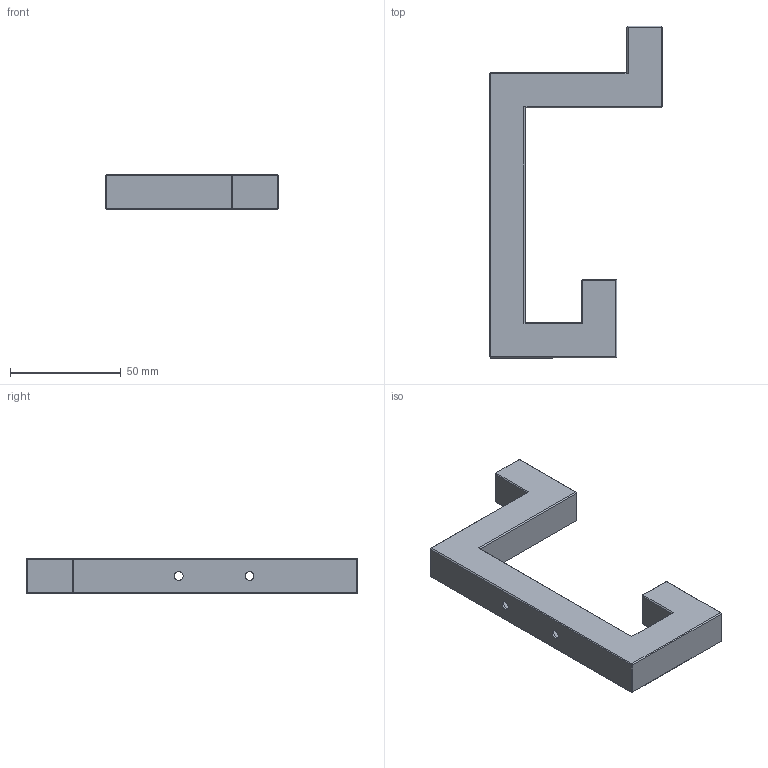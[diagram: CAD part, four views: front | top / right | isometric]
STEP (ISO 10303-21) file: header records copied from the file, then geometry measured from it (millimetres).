
FILE_DESCRIPTION(('Creo Elements/Direct Modeling STEP Export'),'2;1');
FILE_NAME('2315.stp','2022-05-04T 9:58:58',(''),(''),'Creo Elements/Direct Modeling STEP processor for AP214 (Solid Model)','Creo Elements/Direct Modeling 20.0 12-Nov-2016 (C) Parametric Technology GmbH','');
FILE_SCHEMA(('AUTOMOTIVE_DESIGN { 1 0 10303 214 1 1 1 1 }'));
Length unit declared in the file: millimetre
Products named in the file (2): NI-9117
Assembly tree (1 placements, depth 2):
  NI-9117
    NI-9117
Bounding box: 78 x 150 x 16 mm (x, y, z)
Volume: 16592.8 mm3; surface area: 33197.1 mm2
Topology: 1 solids, 1 shells, 76 faces, 200 edges, 128 vertices
Faces by surface type: plane 60, cylinder 8, cone 8
Entity records: 2297 total; most frequent: ORIENTED_EDGE 400, CARTESIAN_POINT 394, DIRECTION 356, EDGE_CURVE 200, VECTOR 176, LINE 176, VERTEX_POINT 128, AXIS2_PLACEMENT_3D 90
